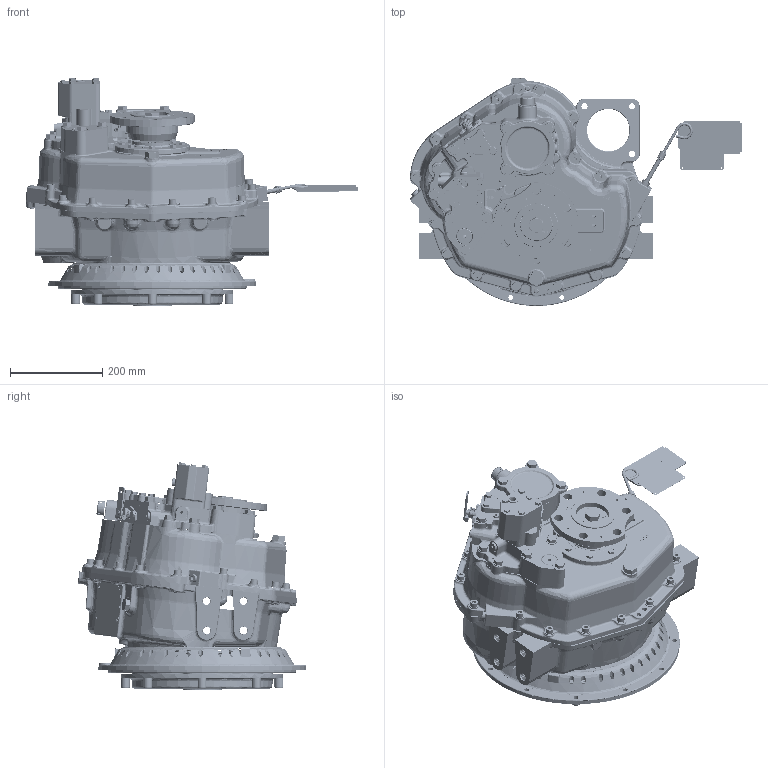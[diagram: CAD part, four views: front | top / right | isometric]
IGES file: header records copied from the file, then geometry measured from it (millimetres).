
Start section: SolidWorks IGES file using analytic representation for surfaces
Global section: file name: 1026876B.IGS; native system: SolidWorks 2010; preprocessor: SolidWorks 2010; author: DVandooren; date: 141113.110507; units: inch
Bounding box: 721.03 x 494.91 x 494.62 mm (x, y, z)
Surface area: 2048191.6 mm2 (no closed solid volume)
Topology: 0 solids, 0 shells, 4088 faces, 78361 edges, 78183 vertices
Faces by surface type: bspline 2689, revolution 1399
